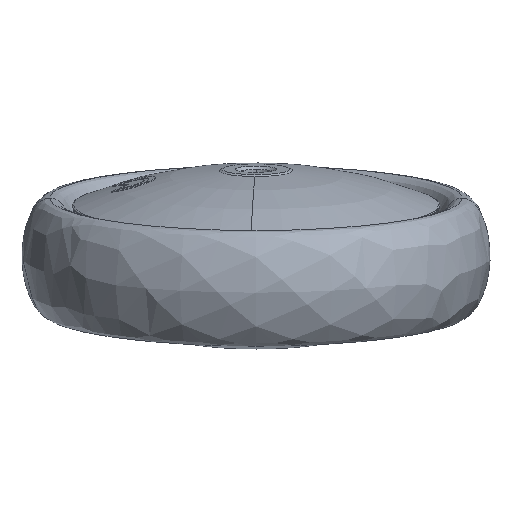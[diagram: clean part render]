
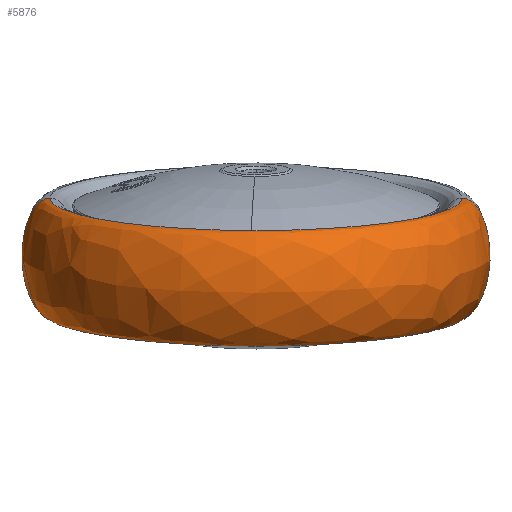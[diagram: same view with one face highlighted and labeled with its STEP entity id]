
A CAD part, left-side view. The second image highlights one B-rep face of the part: STEP entity #5876.
In plain terms, the highlighted free-form (B-spline) face has degree [3, 3] with [4, 4] control points.
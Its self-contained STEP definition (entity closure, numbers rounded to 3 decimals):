
#177 = EDGE_LOOP ( 'NONE', ( #5203, #4142, #7845, #5200 ) ) ;
#186 = AXIS2_PLACEMENT_3D ( 'NONE', #11940, #2236, #351 ) ;
#298 = CARTESIAN_POINT ( 'NONE',  ( 3.132, -70.5, -19.753 ) ) ;
#351 = DIRECTION ( 'NONE',  ( 0., 1., 0. ) ) ;
#503 = CARTESIAN_POINT ( 'NONE',  ( -142.392, 70.5, -2.33 ) ) ;
#1158 = EDGE_CURVE ( 'NONE', #13012, #3732, #1746, .T. ) ;
#1321 = CARTESIAN_POINT ( 'NONE',  ( 3.132, 70.5, -19.753 ) ) ;
#1746 = CIRCLE ( 'NONE', #12153, 70.5 ) ;
#1920 =( BOUNDED_CURVE ( )  B_SPLINE_CURVE ( 3, ( #11934, #5414, #9833, #1321 ),
 .UNSPECIFIED., .F., .F. ) 
 B_SPLINE_CURVE_WITH_KNOTS ( ( 4, 4 ),
 ( 0., 1. ),
 .UNSPECIFIED. ) 
 CURVE ( )  GEOMETRIC_REPRESENTATION_ITEM ( )  RATIONAL_B_SPLINE_CURVE ( ( 1., 0.333, 0.333, 1. ) ) 
 REPRESENTATION_ITEM ( '' )  );
#2236 = DIRECTION ( 'NONE',  ( -0.157, 0., 0.988 ) ) ;
#2437 = DIRECTION ( 'NONE',  ( 0., 1., 0. ) ) ;
#2537 = CARTESIAN_POINT ( 'NONE',  ( -179.923, -89.5, -8.281 ) ) ;
#2795 = CARTESIAN_POINT ( 'NONE',  ( -179.923, 89.5, -8.281 ) ) ;
#3028 = CARTESIAN_POINT ( 'NONE',  ( -3.132, -89.5, 19.753 ) ) ;
#3732 = VERTEX_POINT ( 'NONE', #8816 ) ;
#4119 = EDGE_CURVE ( 'NONE', #10463, #7884, #6139, .T. ) ;
#4142 = ORIENTED_EDGE ( 'NONE', *, *, #4119, .F. ) ;
#4188 = CARTESIAN_POINT ( 'NONE',  ( -3.132, 70.5, 19.753 ) ) ;
#4606 = CARTESIAN_POINT ( 'NONE',  ( -136.128, 70.5, -41.836 ) ) ;
#4799 = CARTESIAN_POINT ( 'NONE',  ( 3.132, -89.5, -19.753 ) ) ;
#5200 = ORIENTED_EDGE ( 'NONE', *, *, #1158, .F. ) ;
#5203 = ORIENTED_EDGE ( 'NONE', *, *, #9277, .F. ) ;
#5414 = CARTESIAN_POINT ( 'NONE',  ( -3.132, 89.5, 19.753 ) ) ;
#5584 = FACE_OUTER_BOUND ( 'NONE', #177, .T. ) ;
#5718 =( BOUNDED_SURFACE ( )  B_SPLINE_SURFACE ( 3, 3, ( 
 ( #12233, #12299, #503, #13192 ),
 ( #9919, #2537, #2795, #7009 ),
 ( #4799, #5765, #10980, #7796 ),
 ( #11040, #9993, #4606, #13257 ) ),
 .UNSPECIFIED., .F., .F., .F. ) 
 B_SPLINE_SURFACE_WITH_KNOTS ( ( 4, 4 ),
 ( 4, 4 ),
 ( 0., 1. ),
 ( 0., 1. ),
 .UNSPECIFIED. ) 
 GEOMETRIC_REPRESENTATION_ITEM ( )  RATIONAL_B_SPLINE_SURFACE ( (
 ( 1., 0.333, 0.333, 1.),
 ( 0.333, 0.111, 0.111, 0.333),
 ( 0.333, 0.111, 0.111, 0.333),
 ( 1., 0.333, 0.333, 1.) ) ) 
 REPRESENTATION_ITEM ( '' )  SURFACE ( )  );
#5765 = CARTESIAN_POINT ( 'NONE',  ( -173.659, -89.5, -47.788 ) ) ;
#5876 = ADVANCED_FACE ( 'NONE', ( #5584 ), #5718, .F. ) ;
#6139 = CIRCLE ( 'NONE', #186, 70.5 ) ;
#6702 = CARTESIAN_POINT ( 'NONE',  ( -3.132, -70.5, 19.753 ) ) ;
#7009 = CARTESIAN_POINT ( 'NONE',  ( -3.132, 89.5, 19.753 ) ) ;
#7796 = CARTESIAN_POINT ( 'NONE',  ( 3.132, 89.5, -19.753 ) ) ;
#7803 = CARTESIAN_POINT ( 'NONE',  ( 3.132, -70.5, -19.753 ) ) ;
#7845 = ORIENTED_EDGE ( 'NONE', *, *, #11910, .T. ) ;
#7884 = VERTEX_POINT ( 'NONE', #6702 ) ;
#8789 = DIRECTION ( 'NONE',  ( 0.157, 0., -0.988 ) ) ;
#8816 = CARTESIAN_POINT ( 'NONE',  ( 3.132, 70.5, -19.753 ) ) ;
#9277 = EDGE_CURVE ( 'NONE', #7884, #13012, #11310, .T. ) ;
#9833 = CARTESIAN_POINT ( 'NONE',  ( 3.132, 89.5, -19.753 ) ) ;
#9919 = CARTESIAN_POINT ( 'NONE',  ( -3.132, -89.5, 19.753 ) ) ;
#9993 = CARTESIAN_POINT ( 'NONE',  ( -136.128, -70.5, -41.836 ) ) ;
#10463 = VERTEX_POINT ( 'NONE', #4188 ) ;
#10980 = CARTESIAN_POINT ( 'NONE',  ( -173.659, 89.5, -47.788 ) ) ;
#11040 = CARTESIAN_POINT ( 'NONE',  ( 3.132, -70.5, -19.753 ) ) ;
#11182 = CARTESIAN_POINT ( 'NONE',  ( 3.132, -89.5, -19.753 ) ) ;
#11310 =( BOUNDED_CURVE ( )  B_SPLINE_CURVE ( 3, ( #12551, #3028, #11182, #7803 ),
 .UNSPECIFIED., .F., .T. ) 
 B_SPLINE_CURVE_WITH_KNOTS ( ( 4, 4 ),
 ( 0., 1. ),
 .UNSPECIFIED. ) 
 CURVE ( )  GEOMETRIC_REPRESENTATION_ITEM ( )  RATIONAL_B_SPLINE_CURVE ( ( 1., 0.333, 0.333, 1. ) ) 
 REPRESENTATION_ITEM ( '' )  );
#11910 = EDGE_CURVE ( 'NONE', #10463, #3732, #1920, .T. ) ;
#11934 = CARTESIAN_POINT ( 'NONE',  ( -3.132, 70.5, 19.753 ) ) ;
#11940 = CARTESIAN_POINT ( 'NONE',  ( -3.132, 0., 19.753 ) ) ;
#12069 = CARTESIAN_POINT ( 'NONE',  ( 3.132, 0., -19.753 ) ) ;
#12153 = AXIS2_PLACEMENT_3D ( 'NONE', #12069, #8789, #2437 ) ;
#12233 = CARTESIAN_POINT ( 'NONE',  ( -3.132, -70.5, 19.753 ) ) ;
#12299 = CARTESIAN_POINT ( 'NONE',  ( -142.392, -70.5, -2.33 ) ) ;
#12551 = CARTESIAN_POINT ( 'NONE',  ( -3.132, -70.5, 19.753 ) ) ;
#13012 = VERTEX_POINT ( 'NONE', #298 ) ;
#13192 = CARTESIAN_POINT ( 'NONE',  ( -3.132, 70.5, 19.753 ) ) ;
#13257 = CARTESIAN_POINT ( 'NONE',  ( 3.132, 70.5, -19.753 ) ) ;
